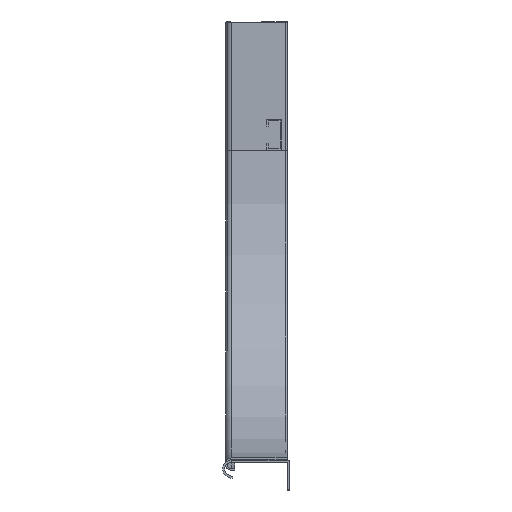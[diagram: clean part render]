
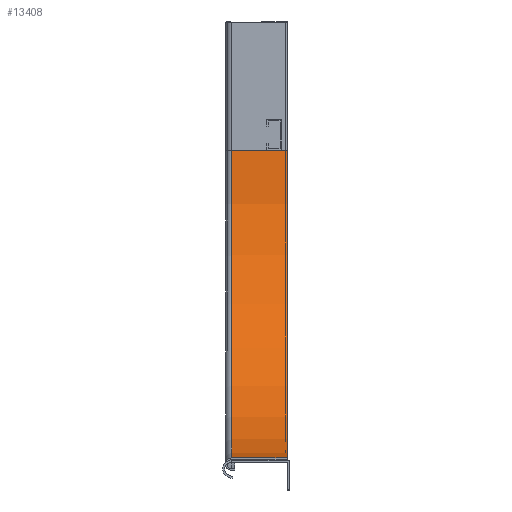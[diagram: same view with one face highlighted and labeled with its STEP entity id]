
A CAD part, left-side view. The second image highlights one B-rep face of the part: STEP entity #13408.
In plain terms, the highlighted cylindrical face has radius 300 mm (diameter 600 mm), a partial arc.
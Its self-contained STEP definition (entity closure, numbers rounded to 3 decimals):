
#327 = VERTEX_POINT ( 'NONE', #10578 ) ;
#459 = CARTESIAN_POINT ( 'NONE',  ( 300., 0., -125. ) ) ;
#483 = EDGE_CURVE ( 'NONE', #9985, #3920, #9236, .T. ) ;
#650 = ORIENTED_EDGE ( 'NONE', *, *, #483, .T. ) ;
#830 = DIRECTION ( 'NONE',  ( 0., 1., 0. ) ) ;
#1136 = DIRECTION ( 'NONE',  ( 0., 0., -1. ) ) ;
#1238 = VERTEX_POINT ( 'NONE', #14062 ) ;
#1475 = FACE_OUTER_BOUND ( 'NONE', #9378, .T. ) ;
#1522 = AXIS2_PLACEMENT_3D ( 'NONE', #15704, #8458, #1136 ) ;
#1872 = ORIENTED_EDGE ( 'NONE', *, *, #11433, .F. ) ;
#2049 = CARTESIAN_POINT ( 'NONE',  ( 300., 2.5, -425. ) ) ;
#2245 = CARTESIAN_POINT ( 'NONE',  ( 300., 54., -425. ) ) ;
#2306 = LINE ( 'NONE', #11781, #11630 ) ;
#2762 = CIRCLE ( 'NONE', #3342, 300. ) ;
#3115 = ORIENTED_EDGE ( 'NONE', *, *, #9070, .T. ) ;
#3342 = AXIS2_PLACEMENT_3D ( 'NONE', #11739, #4453, #12943 ) ;
#3920 = VERTEX_POINT ( 'NONE', #2245 ) ;
#4453 = DIRECTION ( 'NONE',  ( 0., -1., 0. ) ) ;
#5644 = AXIS2_PLACEMENT_3D ( 'NONE', #459, #11398, #12625 ) ;
#8458 = DIRECTION ( 'NONE',  ( 0., -1., 0. ) ) ;
#8862 = VECTOR ( 'NONE', #9096, 1000. ) ;
#9070 = EDGE_CURVE ( 'NONE', #327, #9985, #2762, .T. ) ;
#9096 = DIRECTION ( 'NONE',  ( 0., 1., 0. ) ) ;
#9236 = LINE ( 'NONE', #2049, #8862 ) ;
#9378 = EDGE_LOOP ( 'NONE', ( #1872, #3115, #650, #13394 ) ) ;
#9985 = VERTEX_POINT ( 'NONE', #13295 ) ;
#10578 = CARTESIAN_POINT ( 'NONE',  ( 0., 0., -125. ) ) ;
#10790 = CYLINDRICAL_SURFACE ( 'NONE', #5644, 300. ) ;
#10947 = EDGE_CURVE ( 'NONE', #1238, #3920, #15261, .T. ) ;
#11398 = DIRECTION ( 'NONE',  ( 0., -1., 0. ) ) ;
#11433 = EDGE_CURVE ( 'NONE', #327, #1238, #2306, .T. ) ;
#11630 = VECTOR ( 'NONE', #830, 1000. ) ;
#11739 = CARTESIAN_POINT ( 'NONE',  ( 300., 0., -125. ) ) ;
#11781 = CARTESIAN_POINT ( 'NONE',  ( 0., 2.5, -125. ) ) ;
#12625 = DIRECTION ( 'NONE',  ( 0., 0., -1. ) ) ;
#12943 = DIRECTION ( 'NONE',  ( 1., 0., 0. ) ) ;
#13295 = CARTESIAN_POINT ( 'NONE',  ( 300., 0., -425. ) ) ;
#13394 = ORIENTED_EDGE ( 'NONE', *, *, #10947, .F. ) ;
#13408 = ADVANCED_FACE ( 'NONE', ( #1475 ), #10790, .F. ) ;
#14062 = CARTESIAN_POINT ( 'NONE',  ( 0., 54., -125. ) ) ;
#15261 = CIRCLE ( 'NONE', #1522, 300. ) ;
#15704 = CARTESIAN_POINT ( 'NONE',  ( 300., 54., -125. ) ) ;
